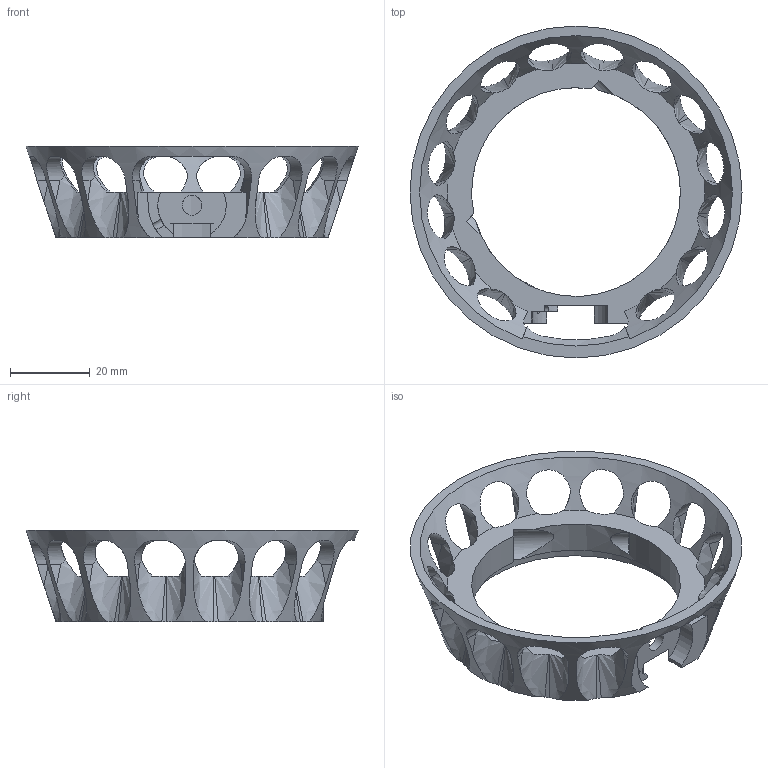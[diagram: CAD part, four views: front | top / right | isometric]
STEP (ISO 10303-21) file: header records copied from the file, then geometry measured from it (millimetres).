
FILE_DESCRIPTION(/* description */ ('STEP AP214'),/* implementation_level */ '2;1');
FILE_NAME(/* name */ '683c51ab4258294a187f429c',/* time_stamp */ '2025-06-01T13:12:12Z',/* author */ (''),/* organization */ (''),/* preprocessor_version */ 'ST-DEVELOPER v20',/* originating_system */ 'ONSHAPE BY PTC INC, 1.198',/* authorisation */ ' ');
FILE_SCHEMA (('AUTOMOTIVE_DESIGN {1 0 10303 214 3 1 1}'));
Length unit declared in the file: metre
Products named in the file (1): Pitch_Guide_Ring_10
Bounding box: 83.47 x 83.47 x 23 mm (x, y, z)
Volume: 17725.3 mm3; surface area: 12571.8 mm2
Topology: 1 solids, 1 shells, 157 faces, 551 edges, 368 vertices
Faces by surface type: plane 63, cylinder 43, bspline 34, cone 17
Full cylindrical faces by diameter (mm): 2 x1, 5 x1
Entity records: 6895 total; most frequent: CARTESIAN_POINT 2753, ORIENTED_EDGE 1092, DIRECTION 589, EDGE_CURVE 546, VERTEX_POINT 366, B_SPLINE_CURVE_WITH_KNOTS 319, AXIS2_PLACEMENT_3D 238, EDGE_LOOP 168
